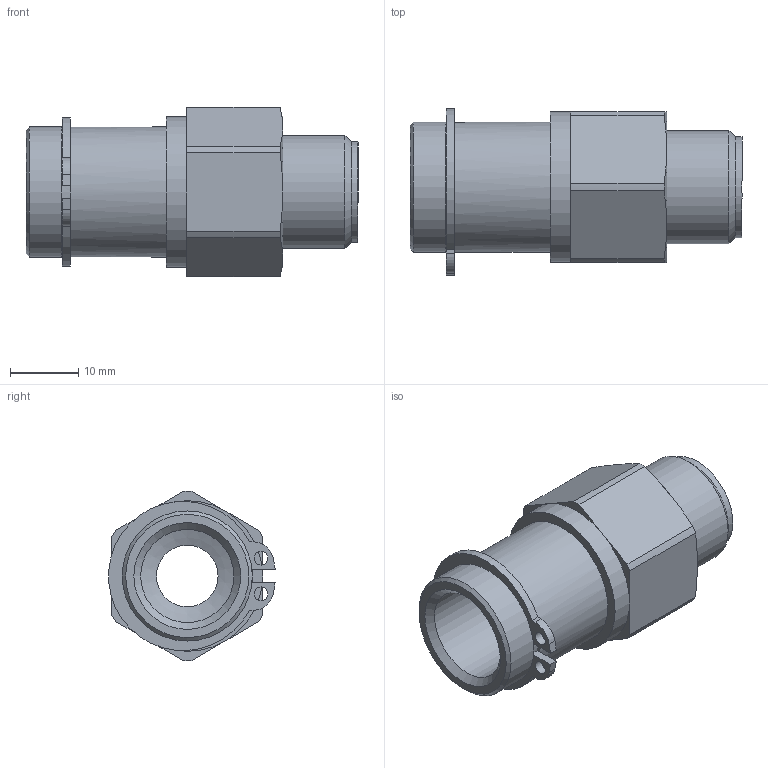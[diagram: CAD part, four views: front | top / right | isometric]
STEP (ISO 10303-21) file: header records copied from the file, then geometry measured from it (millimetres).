
FILE_DESCRIPTION(/* description */ (''),/* implementation_level */ '2;1');
FILE_NAME(/* name */ 'MKMD 38 A.stp',/* time_stamp */ '2023-04-25T11:07:12+02:00',/* author */ ('meier'),/* organization */ (''),/* preprocessor_version */ 'ST-DEVELOPER v18.1',/* originating_system */ 'Autodesk Inventor 2022',/* authorisation */ '0 mm^3');
FILE_SCHEMA (('AUTOMOTIVE_DESIGN { 1 0 10303 214 3 1 1 }'));
Length unit declared in the file: millimetre
Products named in the file (1): LUE_00036545
Bounding box: 48.5 x 24.3 x 24.8 mm (x, y, z)
Volume: 8991.7 mm3; surface area: 5824.2 mm2
Topology: 1 solids, 1 shells, 56 faces, 133 edges, 82 vertices
Faces by surface type: plane 26, cylinder 19, cone 11
Full cylindrical faces by diameter (mm): 2 x2, 9 x1, 13.6 x1, 14.7 x1, 16.5 x1, 18 x1, 19 x2, 22 x1
Entity records: 1722 total; most frequent: CARTESIAN_POINT 296, DIRECTION 293, ORIENTED_EDGE 266, EDGE_CURVE 133, AXIS2_PLACEMENT_3D 115, VERTEX_POINT 82, EDGE_LOOP 65, LINE 63
